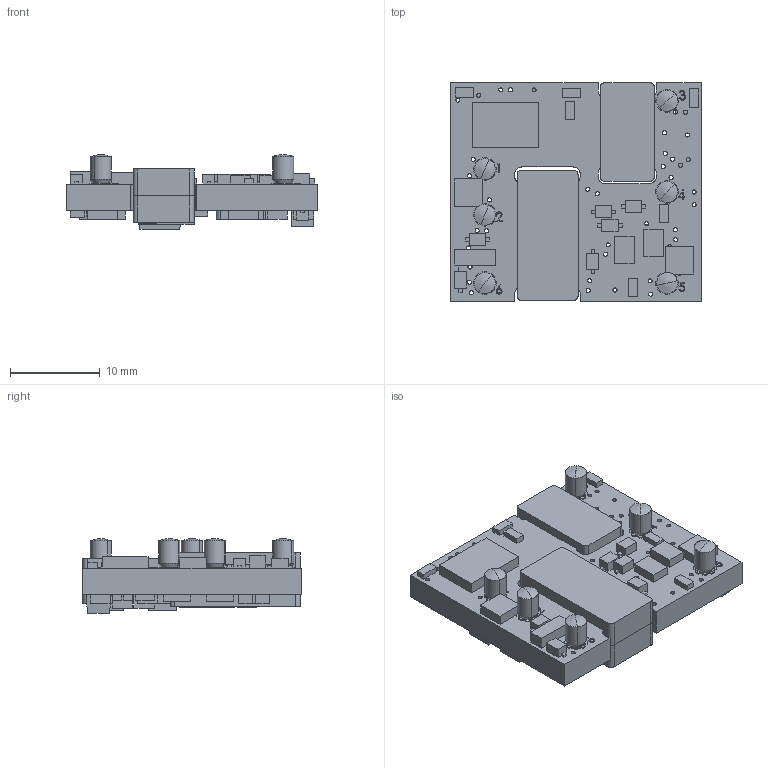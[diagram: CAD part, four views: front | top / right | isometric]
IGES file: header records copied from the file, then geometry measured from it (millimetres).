
Start section: SolidWorks IGES file using analytic representation for surfaces
Global section: file name: UEI15 SMT Generic.IGS; native system: SolidWorks 2013; preprocessor: SolidWorks 2013; author: dbrennan; date: 140508.095825; units: inch
Bounding box: 27.94 x 24.38 x 8.32 mm (x, y, z)
Surface area: 3259.6 mm2 (no closed solid volume)
Topology: 0 solids, 0 shells, 744 faces, 7122 edges, 7111 vertices
Faces by surface type: bspline 442, revolution 302
